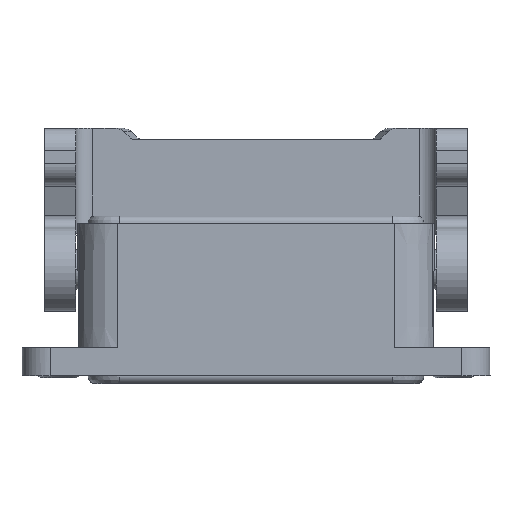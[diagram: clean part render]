
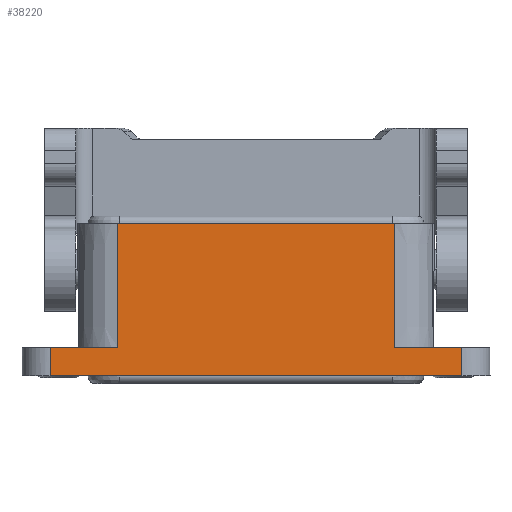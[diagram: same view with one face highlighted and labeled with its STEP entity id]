
A CAD part, front view. The second image highlights one B-rep face of the part: STEP entity #38220.
In plain terms, the highlighted face is planar.
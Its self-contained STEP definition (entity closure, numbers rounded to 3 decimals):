
#3100=CARTESIAN_POINT('',(-8.247,23.6,23.));
#3110=VERTEX_POINT('',#3100);
#3140=CARTESIAN_POINT('',(0.,23.6,23.));
#3150=DIRECTION('',(-1.,0.,0.));
#3160=VECTOR('',#3150,1.);
#3170=LINE('',#3140,#3160);
#3180=CARTESIAN_POINT('',(-57.247,23.6,23.));
#3190=VERTEX_POINT('',#3180);
#3200=EDGE_CURVE('',#3110,#3190,#3170,.T.);
#24680=CARTESIAN_POINT('',(-57.247,23.6,23.));
#24690=DIRECTION('',(0.,-1.,
0.009));
#24700=VECTOR('',#24690,802.151);
#24710=LINE('',#24680,#24700);
#24720=CARTESIAN_POINT('',(-57.247,1.6,
23.192));
#24730=VERTEX_POINT('',#24720);
#24740=EDGE_CURVE('',#3190,#24730,#24710,.T.);
#37670=CARTESIAN_POINT('',(68.753,1.601,
23.192));
#37680=DIRECTION('',(0.,-0.009,
-1.));
#37690=DIRECTION('',(-1.,0.,0.));
#37700=AXIS2_PLACEMENT_3D('',#37670,#37680,#37690);
#37710=PLANE('',#37700);
#37720=CARTESIAN_POINT('',(0.,1.6,23.192));
#37730=DIRECTION('',(-1.,0.,0.));
#37740=VECTOR('',#37730,1.);
#37750=LINE('',#37720,#37740);
#37760=CARTESIAN_POINT('',(-69.203,1.6,
23.192));
#37770=VERTEX_POINT('',#37760);
#37780=EDGE_CURVE('',#24730,#37770,#37750,.T.);
#37790=ORIENTED_EDGE('',*,*,#37780,.T.);
#37800=ORIENTED_EDGE('',*,*,#24740,.T.);
#37810=ORIENTED_EDGE('',*,*,#3200,.T.);
#37820=CARTESIAN_POINT('',(-8.247,23.6,23.));
#37830=DIRECTION('',(0.,-1.,
0.009));
#37840=VECTOR('',#37830,802.151);
#37850=LINE('',#37820,#37840);
#37860=CARTESIAN_POINT('',(-8.247,1.6,
23.192));
#37870=VERTEX_POINT('',#37860);
#37880=EDGE_CURVE('',#3110,#37870,#37850,.T.);
#37890=ORIENTED_EDGE('',*,*,#37880,.F.);
#37900=CARTESIAN_POINT('',(0.,1.6,23.192));
#37910=DIRECTION('',(-1.,0.,0.));
#37920=VECTOR('',#37910,1.);
#37930=LINE('',#37900,#37920);
#37940=CARTESIAN_POINT('',(3.71,1.6,23.192));
#37950=VERTEX_POINT('',#37940);
#37960=EDGE_CURVE('',#37950,#37870,#37930,.T.);
#37970=ORIENTED_EDGE('',*,*,#37960,.T.);
#37980=CARTESIAN_POINT('',(3.724,0.044,
23.206));
#37990=DIRECTION('',(-0.009,1.,
-0.009));
#38000=VECTOR('',#37990,1.);
#38010=LINE('',#37980,#38000);
#38020=CARTESIAN_POINT('',(3.754,-3.4,
23.236));
#38030=VERTEX_POINT('',#38020);
#38040=EDGE_CURVE('',#38030,#37950,#38010,.T.);
#38050=ORIENTED_EDGE('',*,*,#38040,.T.);
#38060=CARTESIAN_POINT('',(0.,-3.4,
23.236));
#38070=DIRECTION('',(1.,0.,0.));
#38080=VECTOR('',#38070,1.);
#38090=LINE('',#38060,#38080);
#38100=CARTESIAN_POINT('',(-69.247,-3.4,23.236)
);
#38110=VERTEX_POINT('',#38100);
#38120=EDGE_CURVE('',#38110,#38030,#38090,.T.);
#38130=ORIENTED_EDGE('',*,*,#38120,.T.);
#38140=CARTESIAN_POINT('',(-69.217,0.044,
23.206));
#38150=DIRECTION('',(0.009,1.,
-0.009));
#38160=VECTOR('',#38150,1.);
#38170=LINE('',#38140,#38160);
#38180=EDGE_CURVE('',#38110,#37770,#38170,.T.);
#38190=ORIENTED_EDGE('',*,*,#38180,.F.);
#38200=EDGE_LOOP('',(#38190,#38130,#38050,#37970,#37890,#37810,#37800,
#37790));
#38210=FACE_OUTER_BOUND('',#38200,.T.);
#38220=ADVANCED_FACE('',(#38210),#37710,.F.);
